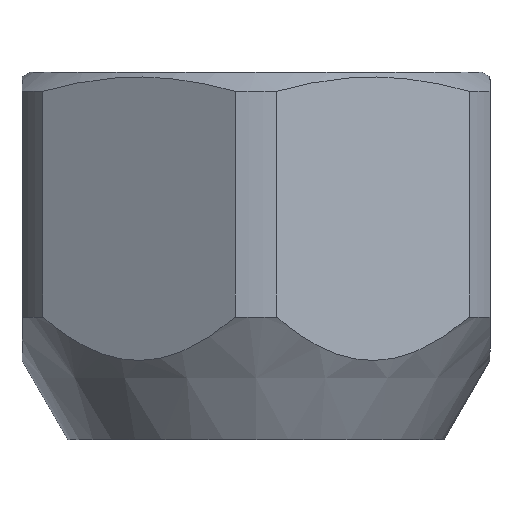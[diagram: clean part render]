
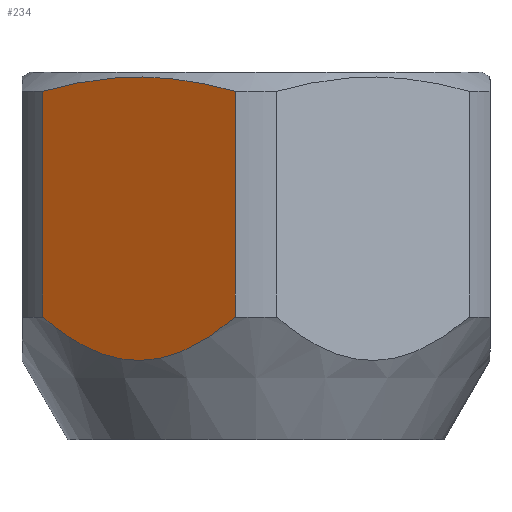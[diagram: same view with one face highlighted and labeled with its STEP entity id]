
A CAD part, front view. The second image highlights one B-rep face of the part: STEP entity #234.
In plain terms, the highlighted planar face has unit normal (-0.5, -0.866, 0).
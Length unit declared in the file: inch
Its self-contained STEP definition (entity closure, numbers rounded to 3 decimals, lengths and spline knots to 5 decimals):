
#114 = CARTESIAN_POINT ( 'NONE',  ( -0.21373, -0.19483, 0.33337 ) ) ;
#144 = VECTOR ( 'NONE', #1777, 39.37008 ) ;
#216 = B_SPLINE_CURVE_WITH_KNOTS ( 'NONE', 3,
 ( #1475, #682, #1888, #2474, #1449, #2225, #288, #1683, #1461, #275, #444, #2446, #2239, #1270 ),
 .UNSPECIFIED., .F., .F.,
 ( 4, 2, 2, 2, 2, 2, 4 ),
 ( 0., 0.00181, 0.00271, 0.00361, 0.00452, 0.00542, 0.00723 ),
 .UNSPECIFIED. ) ;
#219 = CARTESIAN_POINT ( 'NONE',  ( -0.02439, -0.30414, 0.05801 ) ) ;
#226 = ORIENTED_EDGE ( 'NONE', *, *, #728, .T. ) ;
#234 = ADVANCED_FACE ( 'NONE', ( #1294 ), #2061, .T. ) ;
#246 = B_SPLINE_CURVE_WITH_KNOTS ( 'NONE', 3,
 ( #2154, #914, #1317, #2087, #374, #114, #1956, #1705 ),
 .UNSPECIFIED., .F., .F.,
 ( 4, 2, 2, 4 ),
 ( 0., 0.00334, 0.00501, 0.00668 ),
 .UNSPECIFIED. ) ;
#254 = CARTESIAN_POINT ( 'NONE',  ( -0.2512, -0.1732, 0.05801 ) ) ;
#275 = CARTESIAN_POINT ( 'NONE',  ( -0.17859, -0.21512, 0.01338 ) ) ;
#278 = VECTOR ( 'NONE', #1694, 39.37008 ) ;
#286 = DIRECTION ( 'NONE',  ( 0.866, -0.5, 0. ) ) ;
#288 = CARTESIAN_POINT ( 'NONE',  ( -0.12732, -0.24472, 0.00687 ) ) ;
#310 = AXIS2_PLACEMENT_3D ( 'NONE', #1101, #1059, #286 ) ;
#374 = CARTESIAN_POINT ( 'NONE',  ( -0.17572, -0.21677, 0.33925 ) ) ;
#443 = EDGE_CURVE ( 'NONE', #1316, #1236, #1592, .T. ) ;
#444 = CARTESIAN_POINT ( 'NONE',  ( -0.18855, -0.20937, 0.01719 ) ) ;
#682 = CARTESIAN_POINT ( 'NONE',  ( -0.04103, -0.29454, 0.04373 ) ) ;
#687 = VERTEX_POINT ( 'NONE', #1755 ) ;
#728 = EDGE_CURVE ( 'NONE', #687, #1236, #246, .T. ) ;
#886 = LINE ( 'NONE', #901, #278 ) ;
#901 = CARTESIAN_POINT ( 'NONE',  ( -0.02439, -0.30414, -0.08665 ) ) ;
#914 = CARTESIAN_POINT ( 'NONE',  ( -0.06164, -0.28264, 0.33438 ) ) ;
#1059 = DIRECTION ( 'NONE',  ( -0.5, -0.866, 0. ) ) ;
#1101 = CARTESIAN_POINT ( 'NONE',  ( -0.27559, -0.15911, -0.08665 ) ) ;
#1236 = VERTEX_POINT ( 'NONE', #2249 ) ;
#1270 = CARTESIAN_POINT ( 'NONE',  ( -0.2512, -0.1732, 0.05801 ) ) ;
#1294 = FACE_OUTER_BOUND ( 'NONE', #1862, .T. ) ;
#1316 = VERTEX_POINT ( 'NONE', #254 ) ;
#1317 = CARTESIAN_POINT ( 'NONE',  ( -0.09925, -0.26093, 0.34073 ) ) ;
#1434 = CARTESIAN_POINT ( 'NONE',  ( -0.2512, -0.1732, 0.59412 ) ) ;
#1449 = CARTESIAN_POINT ( 'NONE',  ( -0.09695, -0.26225, 0.01339 ) ) ;
#1461 = CARTESIAN_POINT ( 'NONE',  ( -0.15847, -0.22673, 0.00824 ) ) ;
#1475 = CARTESIAN_POINT ( 'NONE',  ( -0.02439, -0.30414, 0.05801 ) ) ;
#1592 = LINE ( 'NONE', #1434, #144 ) ;
#1683 = CARTESIAN_POINT ( 'NONE',  ( -0.1482, -0.23266, 0.00686 ) ) ;
#1694 = DIRECTION ( 'NONE',  ( 0., 0., 1. ) ) ;
#1705 = CARTESIAN_POINT ( 'NONE',  ( -0.2512, -0.1732, 0.32373 ) ) ;
#1755 = CARTESIAN_POINT ( 'NONE',  ( -0.02439, -0.30414, 0.32373 ) ) ;
#1777 = DIRECTION ( 'NONE',  ( 0., 0., 1. ) ) ;
#1822 = ORIENTED_EDGE ( 'NONE', *, *, #443, .F. ) ;
#1862 = EDGE_LOOP ( 'NONE', ( #2190, #2408, #226, #1822 ) ) ;
#1863 = VERTEX_POINT ( 'NONE', #219 ) ;
#1888 = CARTESIAN_POINT ( 'NONE',  ( -0.05849, -0.28446, 0.03118 ) ) ;
#1956 = CARTESIAN_POINT ( 'NONE',  ( -0.23254, -0.18397, 0.32907 ) ) ;
#1982 = EDGE_CURVE ( 'NONE', #1863, #687, #886, .T. ) ;
#2061 = PLANE ( 'NONE',  #310 ) ;
#2087 = CARTESIAN_POINT ( 'NONE',  ( -0.15645, -0.2279, 0.3408 ) ) ;
#2154 = CARTESIAN_POINT ( 'NONE',  ( -0.02439, -0.30414, 0.32373 ) ) ;
#2190 = ORIENTED_EDGE ( 'NONE', *, *, #2250, .F. ) ;
#2225 = CARTESIAN_POINT ( 'NONE',  ( -0.11708, -0.25063, 0.00824 ) ) ;
#2239 = CARTESIAN_POINT ( 'NONE',  ( -0.23456, -0.1828, 0.04372 ) ) ;
#2249 = CARTESIAN_POINT ( 'NONE',  ( -0.2512, -0.1732, 0.32373 ) ) ;
#2250 = EDGE_CURVE ( 'NONE', #1863, #1316, #216, .T. ) ;
#2408 = ORIENTED_EDGE ( 'NONE', *, *, #1982, .T. ) ;
#2446 = CARTESIAN_POINT ( 'NONE',  ( -0.21709, -0.19289, 0.03116 ) ) ;
#2474 = CARTESIAN_POINT ( 'NONE',  ( -0.08698, -0.268, 0.01721 ) ) ;
